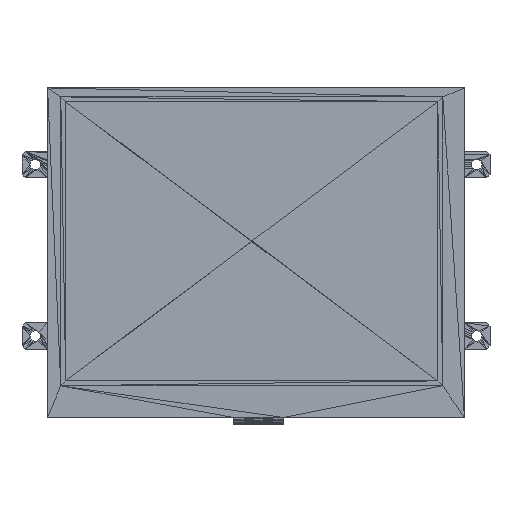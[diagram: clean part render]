
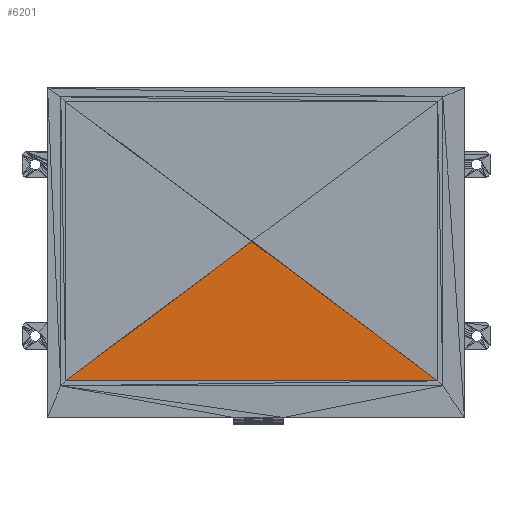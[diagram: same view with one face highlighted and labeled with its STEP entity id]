
A CAD part, top view. The second image highlights one B-rep face of the part: STEP entity #6201.
In plain terms, the highlighted planar face has unit normal (0, 0, 1).
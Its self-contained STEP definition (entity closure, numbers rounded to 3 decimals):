
#6000 = VERTEX_POINT('',#6001);
#6001 = CARTESIAN_POINT('',(13.262,13.614,11.7));
#6182 = EDGE_CURVE('',#6000,#6183,#6185,.T.);
#6183 = VERTEX_POINT('',#6184);
#6184 = CARTESIAN_POINT('',(126.158,13.614,11.7));
#6185 = LINE('',#6186,#6187);
#6186 = CARTESIAN_POINT('',(13.262,13.614,11.7));
#6187 = VECTOR('',#6188,1.);
#6188 = DIRECTION('',(1.,0.,0.));
#6201 = ADVANCED_FACE('',(#6202),#6219,.T.);
#6202 = FACE_BOUND('',#6203,.T.);
#6203 = EDGE_LOOP('',(#6204,#6212,#6218));
#6204 = ORIENTED_EDGE('',*,*,#6205,.F.);
#6205 = EDGE_CURVE('',#6206,#6183,#6208,.T.);
#6206 = VERTEX_POINT('',#6207);
#6207 = CARTESIAN_POINT('',(69.766,55.867,11.7));
#6208 = LINE('',#6209,#6210);
#6209 = CARTESIAN_POINT('',(69.766,55.867,11.7));
#6210 = VECTOR('',#6211,1.);
#6211 = DIRECTION('',(0.8,-0.6,0.));
#6212 = ORIENTED_EDGE('',*,*,#6213,.T.);
#6213 = EDGE_CURVE('',#6206,#6000,#6214,.T.);
#6214 = LINE('',#6215,#6216);
#6215 = CARTESIAN_POINT('',(69.766,55.867,11.7));
#6216 = VECTOR('',#6217,1.);
#6217 = DIRECTION('',(-0.801,-0.599,0.));
#6218 = ORIENTED_EDGE('',*,*,#6182,.T.);
#6219 = PLANE('',#6220);
#6220 = AXIS2_PLACEMENT_3D('',#6221,#6222,#6223);
#6221 = CARTESIAN_POINT('',(126.158,13.614,11.7));
#6222 = DIRECTION('',(0.,0.,1.));
#6223 = DIRECTION('',(0.8,-0.6,0.));
